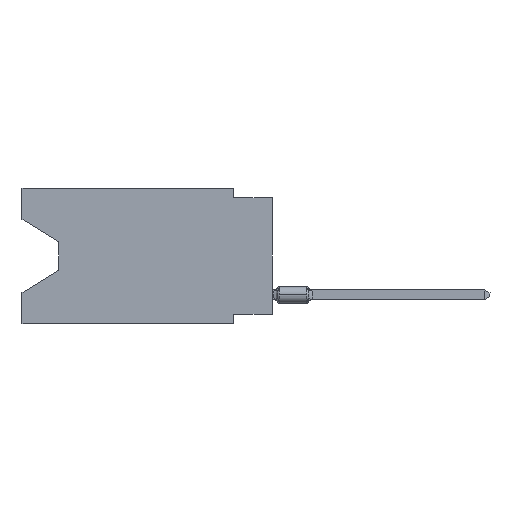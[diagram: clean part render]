
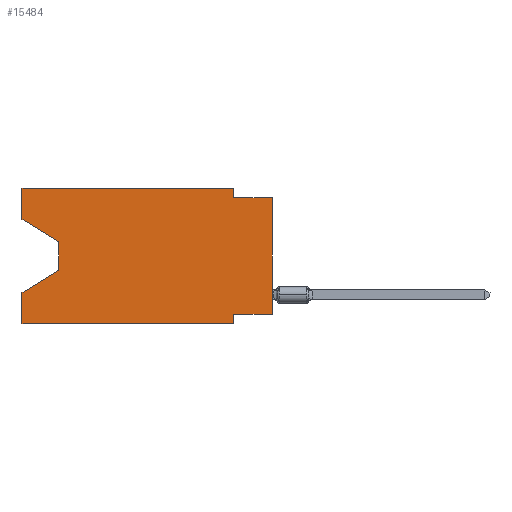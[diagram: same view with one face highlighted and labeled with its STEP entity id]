
A CAD part, left-side view. The second image highlights one B-rep face of the part: STEP entity #15484.
In plain terms, the highlighted planar face has unit normal (-1, 0, 0).
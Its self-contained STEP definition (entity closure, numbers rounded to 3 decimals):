
#379 = DIRECTION ( 'NONE',  ( 0., -1., 0. ) ) ;
#769 = LINE ( 'NONE', #7449, #10493 ) ;
#1111 = ORIENTED_EDGE ( 'NONE', *, *, #4476, .T. ) ;
#1266 = CARTESIAN_POINT ( 'NONE',  ( 0., 2.54, 0. ) ) ;
#1281 = EDGE_CURVE ( 'NONE', #13326, #4357, #11604, .T. ) ;
#1397 = CARTESIAN_POINT ( 'NONE',  ( 0., 16.383, -2.038 ) ) ;
#1426 = VECTOR ( 'NONE', #2357, 1000. ) ;
#1855 = VECTOR ( 'NONE', #13620, 1000. ) ;
#2077 = EDGE_CURVE ( 'NONE', #6921, #20575, #17929, .T. ) ;
#2227 = VERTEX_POINT ( 'NONE', #1266 ) ;
#2357 = DIRECTION ( 'NONE',  ( 0., -0.855, -0.519 ) ) ;
#2379 = EDGE_CURVE ( 'NONE', #20527, #2227, #17019, .T. ) ;
#2399 = ORIENTED_EDGE ( 'NONE', *, *, #13511, .T. ) ;
#2414 = CARTESIAN_POINT ( 'NONE',  ( 0., 16.383, -8.89 ) ) ;
#2913 = VERTEX_POINT ( 'NONE', #7100 ) ;
#3199 = LINE ( 'NONE', #13514, #18519 ) ;
#3231 = CARTESIAN_POINT ( 'NONE',  ( 0., 16.383, -6.852 ) ) ;
#3760 = ORIENTED_EDGE ( 'NONE', *, *, #2077, .F. ) ;
#3935 = VECTOR ( 'NONE', #10768, 1000. ) ;
#3986 = ORIENTED_EDGE ( 'NONE', *, *, #20553, .T. ) ;
#4166 = LINE ( 'NONE', #11181, #1426 ) ;
#4357 = VERTEX_POINT ( 'NONE', #20915 ) ;
#4476 = EDGE_CURVE ( 'NONE', #8479, #20439, #12840, .T. ) ;
#4756 = DIRECTION ( 'NONE',  ( 0., 0., 1. ) ) ;
#5058 = VECTOR ( 'NONE', #22279, 1000. ) ;
#5328 = LINE ( 'NONE', #20670, #1855 ) ;
#5477 = LINE ( 'NONE', #2414, #20236 ) ;
#6448 = ORIENTED_EDGE ( 'NONE', *, *, #15839, .F. ) ;
#6500 = ORIENTED_EDGE ( 'NONE', *, *, #2379, .F. ) ;
#6755 = ORIENTED_EDGE ( 'NONE', *, *, #12386, .F. ) ;
#6921 = VERTEX_POINT ( 'NONE', #22133 ) ;
#6926 = DIRECTION ( 'NONE',  ( 0., 0., -1. ) ) ;
#7021 = CARTESIAN_POINT ( 'NONE',  ( 0., 16.383, 0. ) ) ;
#7100 = CARTESIAN_POINT ( 'NONE',  ( 0., 0., -8.255 ) ) ;
#7147 = DIRECTION ( 'NONE',  ( 0., 1., 0. ) ) ;
#7377 = CARTESIAN_POINT ( 'NONE',  ( 0., 0., -0.635 ) ) ;
#7449 = CARTESIAN_POINT ( 'NONE',  ( 0., 0., 0. ) ) ;
#7852 = VECTOR ( 'NONE', #4756, 1000. ) ;
#8479 = VERTEX_POINT ( 'NONE', #13921 ) ;
#9095 = CARTESIAN_POINT ( 'NONE',  ( 0., 0., -0.635 ) ) ;
#9145 = DIRECTION ( 'NONE',  ( 0., 0., 1. ) ) ;
#9659 = DIRECTION ( 'NONE',  ( 0., 0.855, -0.519 ) ) ;
#9786 = CARTESIAN_POINT ( 'NONE',  ( 0., 13.97, -3.505 ) ) ;
#10095 = DIRECTION ( 'NONE',  ( 0., -1., 0. ) ) ;
#10124 = CARTESIAN_POINT ( 'NONE',  ( 0., 2.54, -8.89 ) ) ;
#10493 = VECTOR ( 'NONE', #9145, 1000. ) ;
#10572 = DIRECTION ( 'NONE',  ( 0., 0., -1. ) ) ;
#10768 = DIRECTION ( 'NONE',  ( 0., -1., 0. ) ) ;
#11181 = CARTESIAN_POINT ( 'NONE',  ( 0., 16.383, -2.038 ) ) ;
#11483 = AXIS2_PLACEMENT_3D ( 'NONE', #14907, #13203, #10572 ) ;
#11604 = LINE ( 'NONE', #10124, #5058 ) ;
#12189 = CARTESIAN_POINT ( 'NONE',  ( 0., 13.97, -3.505 ) ) ;
#12346 = EDGE_CURVE ( 'NONE', #18216, #20439, #3199, .T. ) ;
#12386 = EDGE_CURVE ( 'NONE', #2227, #6921, #5328, .T. ) ;
#12840 = LINE ( 'NONE', #16582, #18626 ) ;
#13203 = DIRECTION ( 'NONE',  ( 1., 0., 0. ) ) ;
#13299 = VECTOR ( 'NONE', #7147, 1000. ) ;
#13326 = VERTEX_POINT ( 'NONE', #15593 ) ;
#13360 = LINE ( 'NONE', #20293, #7852 ) ;
#13511 = EDGE_CURVE ( 'NONE', #20215, #8479, #15648, .T. ) ;
#13514 = CARTESIAN_POINT ( 'NONE',  ( 0., 16.383, 0. ) ) ;
#13620 = DIRECTION ( 'NONE',  ( 0., 0., -1. ) ) ;
#13738 = CARTESIAN_POINT ( 'NONE',  ( 0., 0., -8.255 ) ) ;
#13775 = ORIENTED_EDGE ( 'NONE', *, *, #21201, .T. ) ;
#13845 = CARTESIAN_POINT ( 'NONE',  ( 0., 16.383, -8.89 ) ) ;
#13921 = CARTESIAN_POINT ( 'NONE',  ( 0., 13.97, -5.385 ) ) ;
#14145 = ORIENTED_EDGE ( 'NONE', *, *, #12346, .F. ) ;
#14907 = CARTESIAN_POINT ( 'NONE',  ( 0., 16.383, 0. ) ) ;
#15251 = FACE_OUTER_BOUND ( 'NONE', #22379, .T. ) ;
#15484 = ADVANCED_FACE ( 'NONE', ( #15251 ), #17181, .F. ) ;
#15593 = CARTESIAN_POINT ( 'NONE',  ( 0., 2.54, -8.255 ) ) ;
#15648 = LINE ( 'NONE', #9786, #16362 ) ;
#15839 = EDGE_CURVE ( 'NONE', #2913, #13326, #21111, .T. ) ;
#16362 = VECTOR ( 'NONE', #6926, 1000. ) ;
#16582 = CARTESIAN_POINT ( 'NONE',  ( 0., 13.97, -5.385 ) ) ;
#17019 = LINE ( 'NONE', #7021, #17711 ) ;
#17029 = VERTEX_POINT ( 'NONE', #1397 ) ;
#17181 = PLANE ( 'NONE',  #11483 ) ;
#17711 = VECTOR ( 'NONE', #10095, 1000. ) ;
#17929 = LINE ( 'NONE', #7377, #3935 ) ;
#18216 = VERTEX_POINT ( 'NONE', #13845 ) ;
#18519 = VECTOR ( 'NONE', #19174, 1000. ) ;
#18626 = VECTOR ( 'NONE', #9659, 1000. ) ;
#19174 = DIRECTION ( 'NONE',  ( 0., 0., 1. ) ) ;
#19335 = ORIENTED_EDGE ( 'NONE', *, *, #20137, .F. ) ;
#19426 = CARTESIAN_POINT ( 'NONE',  ( 0., 16.383, 0. ) ) ;
#19518 = ORIENTED_EDGE ( 'NONE', *, *, #1281, .F. ) ;
#20137 = EDGE_CURVE ( 'NONE', #17029, #20527, #13360, .T. ) ;
#20215 = VERTEX_POINT ( 'NONE', #12189 ) ;
#20236 = VECTOR ( 'NONE', #379, 1000. ) ;
#20293 = CARTESIAN_POINT ( 'NONE',  ( 0., 16.383, 0. ) ) ;
#20439 = VERTEX_POINT ( 'NONE', #3231 ) ;
#20524 = ORIENTED_EDGE ( 'NONE', *, *, #22361, .T. ) ;
#20527 = VERTEX_POINT ( 'NONE', #19426 ) ;
#20553 = EDGE_CURVE ( 'NONE', #18216, #4357, #5477, .T. ) ;
#20575 = VERTEX_POINT ( 'NONE', #9095 ) ;
#20670 = CARTESIAN_POINT ( 'NONE',  ( 0., 2.54, 0. ) ) ;
#20915 = CARTESIAN_POINT ( 'NONE',  ( 0., 2.54, -8.89 ) ) ;
#21111 = LINE ( 'NONE', #13738, #13299 ) ;
#21201 = EDGE_CURVE ( 'NONE', #17029, #20215, #4166, .T. ) ;
#22133 = CARTESIAN_POINT ( 'NONE',  ( 0., 2.54, -0.635 ) ) ;
#22279 = DIRECTION ( 'NONE',  ( 0., 0., -1. ) ) ;
#22361 = EDGE_CURVE ( 'NONE', #2913, #20575, #769, .T. ) ;
#22379 = EDGE_LOOP ( 'NONE', ( #13775, #2399, #1111, #14145, #3986, #19518, #6448, #20524, #3760, #6755, #6500, #19335 ) ) ;
